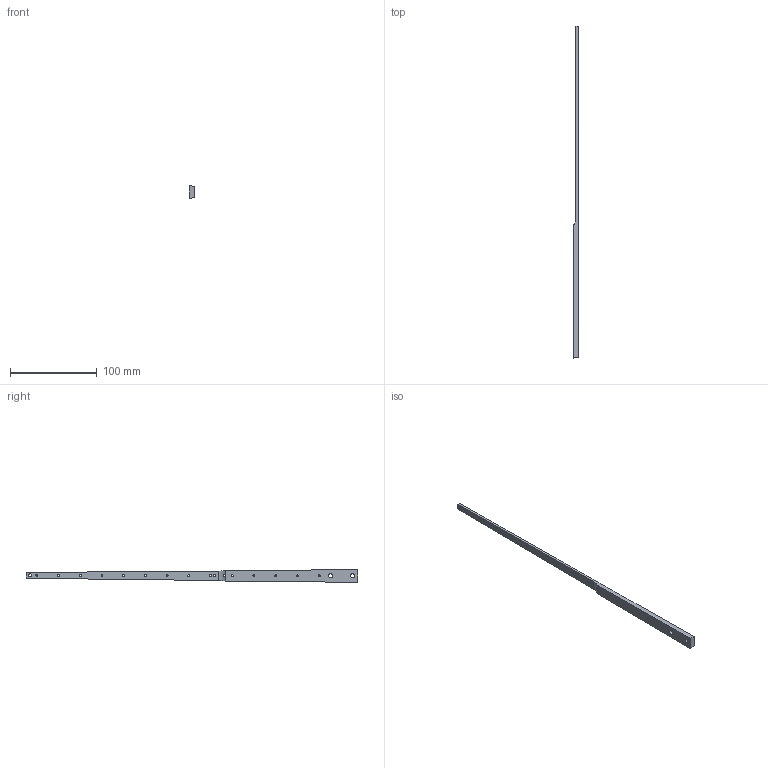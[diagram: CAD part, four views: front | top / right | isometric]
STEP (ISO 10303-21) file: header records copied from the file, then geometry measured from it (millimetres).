
FILE_DESCRIPTION (( 'STEP AP203' ), '1' );
FILE_NAME ('EXK-01-0014TEST.STEP', '2021-04-26T18:46:08', ( '' ), ( '' ), 'SwSTEP 2.0', 'SolidWorks 2020', '' );
FILE_SCHEMA (( 'CONFIG_CONTROL_DESIGN' ));
Length unit declared in the file: metre
Products named in the file (1): EXK-01-0014TEST
Bounding box: 6.35 x 382.3 x 14.57 mm (x, y, z)
Volume: 17676.7 mm3; surface area: 11691.7 mm2
Topology: 1 solids, 1 shells, 48 faces, 138 edges, 92 vertices
Faces by surface type: cylinder 39, plane 5, cone 2, bspline 2
Entity records: 2500 total; most frequent: CARTESIAN_POINT 1046, DIRECTION 292, ORIENTED_EDGE 276, EDGE_CURVE 138, AXIS2_PLACEMENT_3D 123, VERTEX_POINT 92, EDGE_LOOP 86, CIRCLE 76
